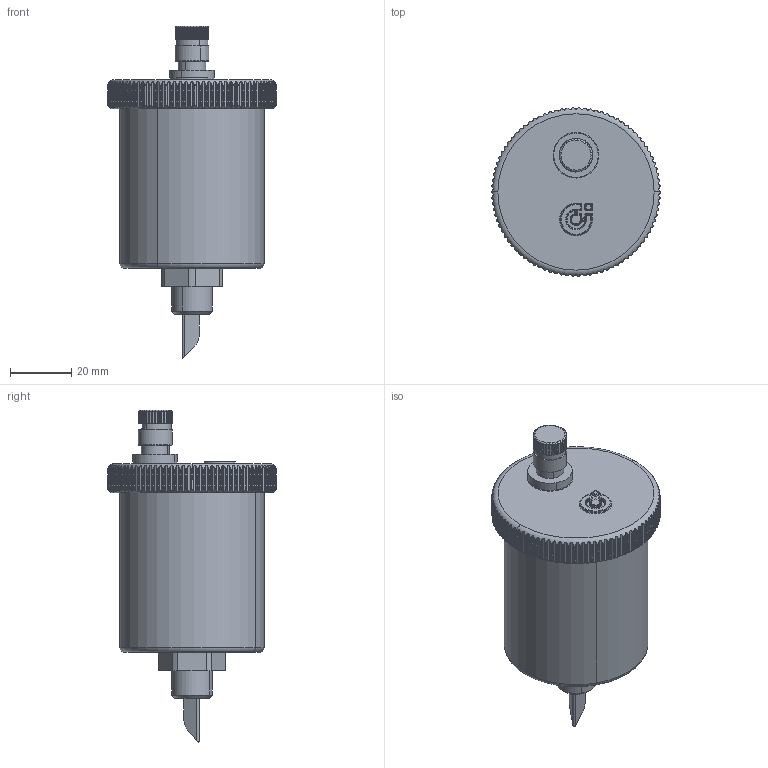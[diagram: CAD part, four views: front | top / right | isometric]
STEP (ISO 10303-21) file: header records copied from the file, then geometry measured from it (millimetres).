
FILE_DESCRIPTION(('CATIA V5 STEP Exchange'),'2;1');
FILE_NAME('502221.stp','2015-05-12T12:05:13+00:00',('none'),('none'),'Version 5-6 Release 2012','CATIA V5 STEP AP203','none');
FILE_SCHEMA(('CONFIG_CONTROL_DESIGN'));
Length unit declared in the file: millimetre
Products named in the file (1): 502221
Bounding box: 55 x 54.97 x 108.3 mm (x, y, z)
Volume: 116887.2 mm3; surface area: 16141.5 mm2
Topology: 1 solids, 1 shells, 835 faces, 2362 edges, 1525 vertices
Faces by surface type: cylinder 469, plane 290, bspline 21, cone 20, sphere 17, torus 16, revolution 2
Entity records: 30139 total; most frequent: CARTESIAN_POINT 11457, ORIENTED_EDGE 4692, DIRECTION 2586, EDGE_CURVE 2346, VERTEX_POINT 1525, B_SPLINE_CURVE_WITH_KNOTS 1082, AXIS2_PLACEMENT_3D 1061, VECTOR 865
